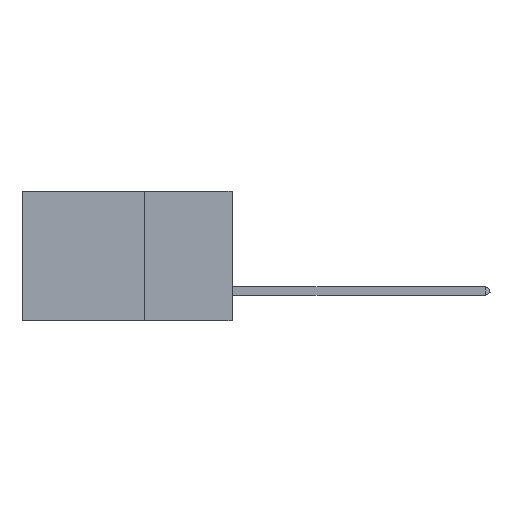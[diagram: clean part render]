
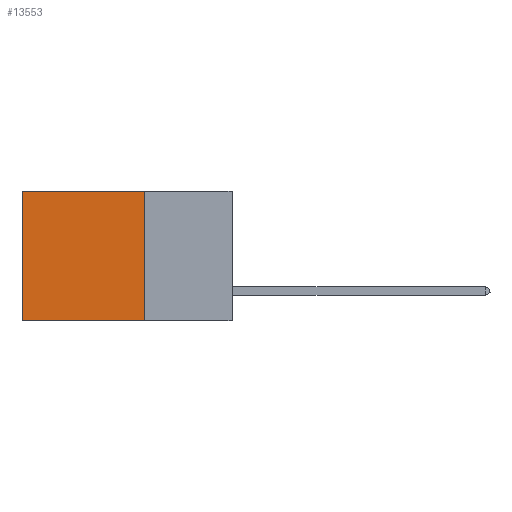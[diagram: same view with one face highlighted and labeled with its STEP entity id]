
A CAD part, left-side view. The second image highlights one B-rep face of the part: STEP entity #13553.
In plain terms, the highlighted planar face has unit normal (-1, 0, 0).
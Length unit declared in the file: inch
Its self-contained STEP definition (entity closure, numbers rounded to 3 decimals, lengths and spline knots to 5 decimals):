
#825 = CARTESIAN_POINT ( 'NONE',  ( 0.2875, 0.25, 0. ) ) ;
#1038 = ORIENTED_EDGE ( 'NONE', *, *, #22970, .T. ) ;
#1465 = CARTESIAN_POINT ( 'NONE',  ( 0.2875, 0.25, 0. ) ) ;
#1656 = CARTESIAN_POINT ( 'NONE',  ( 0.2875, 0.6, -0.37 ) ) ;
#2583 = DIRECTION ( 'NONE',  ( 0., 0., -1. ) ) ;
#4029 = VERTEX_POINT ( 'NONE', #1465 ) ;
#5309 = LINE ( 'NONE', #17737, #9762 ) ;
#5539 = LINE ( 'NONE', #825, #14445 ) ;
#5600 = LINE ( 'NONE', #14713, #20851 ) ;
#5997 = EDGE_LOOP ( 'NONE', ( #1038, #9358, #15088, #17709 ) ) ;
#6640 = VERTEX_POINT ( 'NONE', #15544 ) ;
#7059 = EDGE_CURVE ( 'NONE', #4029, #6640, #5539, .T. ) ;
#7654 = DIRECTION ( 'NONE',  ( 0., 0., -1. ) ) ;
#7965 = VERTEX_POINT ( 'NONE', #1656 ) ;
#7972 = PLANE ( 'NONE',  #9234 ) ;
#8473 = LINE ( 'NONE', #9735, #18674 ) ;
#9234 = AXIS2_PLACEMENT_3D ( 'NONE', #13252, #18392, #2583 ) ;
#9358 = ORIENTED_EDGE ( 'NONE', *, *, #13313, .F. ) ;
#9691 = VERTEX_POINT ( 'NONE', #10131 ) ;
#9735 = CARTESIAN_POINT ( 'NONE',  ( 0.2875, 0.25, 0. ) ) ;
#9762 = VECTOR ( 'NONE', #14050, 39.37008 ) ;
#10131 = CARTESIAN_POINT ( 'NONE',  ( 0.2875, 0.25, -0.37 ) ) ;
#11127 = FACE_OUTER_BOUND ( 'NONE', #5997, .T. ) ;
#13156 = DIRECTION ( 'NONE',  ( 0., 1., 0. ) ) ;
#13252 = CARTESIAN_POINT ( 'NONE',  ( 0.2875, 0.25, 0. ) ) ;
#13313 = EDGE_CURVE ( 'NONE', #9691, #7965, #5309, .T. ) ;
#13553 = ADVANCED_FACE ( 'NONE', ( #11127 ), #7972, .F. ) ;
#14050 = DIRECTION ( 'NONE',  ( 0., 1., 0. ) ) ;
#14445 = VECTOR ( 'NONE', #13156, 39.37008 ) ;
#14713 = CARTESIAN_POINT ( 'NONE',  ( 0.2875, 0.6, 0. ) ) ;
#15088 = ORIENTED_EDGE ( 'NONE', *, *, #21907, .F. ) ;
#15544 = CARTESIAN_POINT ( 'NONE',  ( 0.2875, 0.6, 0. ) ) ;
#17709 = ORIENTED_EDGE ( 'NONE', *, *, #7059, .T. ) ;
#17737 = CARTESIAN_POINT ( 'NONE',  ( 0.2875, 0.25, -0.37 ) ) ;
#18392 = DIRECTION ( 'NONE',  ( 1., 0., 0. ) ) ;
#18674 = VECTOR ( 'NONE', #22945, 39.37008 ) ;
#20851 = VECTOR ( 'NONE', #7654, 39.37008 ) ;
#21907 = EDGE_CURVE ( 'NONE', #4029, #9691, #8473, .T. ) ;
#22945 = DIRECTION ( 'NONE',  ( 0., 0., -1. ) ) ;
#22970 = EDGE_CURVE ( 'NONE', #6640, #7965, #5600, .T. ) ;
